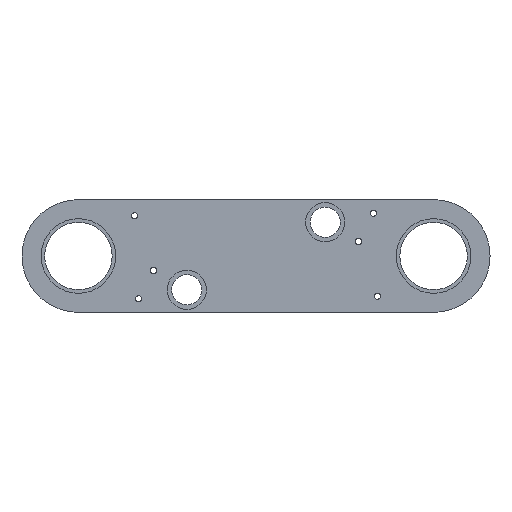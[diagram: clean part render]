
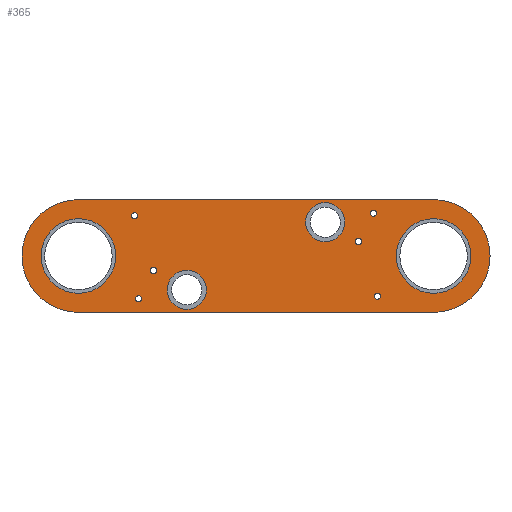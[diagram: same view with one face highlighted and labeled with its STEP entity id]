
A CAD part, top view. The second image highlights one B-rep face of the part: STEP entity #365.
In plain terms, the highlighted planar face has unit normal (0, 0, 1).
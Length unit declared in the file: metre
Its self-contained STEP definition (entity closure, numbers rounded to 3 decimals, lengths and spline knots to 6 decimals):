
#30=LINE('',#631,#38);
#31=LINE('',#635,#39);
#38=VECTOR('',#509,1.);
#39=VECTOR('',#512,1.);
#58=ORIENTED_EDGE('',*,*,#138,.T.);
#59=ORIENTED_EDGE('',*,*,#139,.T.);
#60=ORIENTED_EDGE('',*,*,#140,.T.);
#61=ORIENTED_EDGE('',*,*,#141,.T.);
#62=ORIENTED_EDGE('',*,*,#142,.T.);
#63=ORIENTED_EDGE('',*,*,#143,.T.);
#64=ORIENTED_EDGE('',*,*,#144,.F.);
#65=ORIENTED_EDGE('',*,*,#145,.F.);
#66=ORIENTED_EDGE('',*,*,#146,.T.);
#67=ORIENTED_EDGE('',*,*,#147,.F.);
#68=ORIENTED_EDGE('',*,*,#148,.F.);
#69=ORIENTED_EDGE('',*,*,#149,.F.);
#70=ORIENTED_EDGE('',*,*,#150,.T.);
#71=ORIENTED_EDGE('',*,*,#151,.F.);
#138=EDGE_CURVE('',#178,#178,#212,.T.);
#139=EDGE_CURVE('',#179,#179,#213,.T.);
#140=EDGE_CURVE('',#180,#180,#214,.T.);
#141=EDGE_CURVE('',#181,#181,#215,.T.);
#142=EDGE_CURVE('',#182,#182,#216,.F.);
#143=EDGE_CURVE('',#183,#183,#217,.F.);
#144=EDGE_CURVE('',#184,#184,#218,.T.);
#145=EDGE_CURVE('',#185,#185,#219,.T.);
#146=EDGE_CURVE('',#186,#186,#220,.T.);
#147=EDGE_CURVE('',#187,#188,#221,.T.);
#148=EDGE_CURVE('',#189,#187,#30,.T.);
#149=EDGE_CURVE('',#190,#189,#222,.T.);
#150=EDGE_CURVE('',#190,#188,#31,.T.);
#151=EDGE_CURVE('',#191,#191,#223,.T.);
#178=VERTEX_POINT('',#611);
#179=VERTEX_POINT('',#613);
#180=VERTEX_POINT('',#615);
#181=VERTEX_POINT('',#617);
#182=VERTEX_POINT('',#619);
#183=VERTEX_POINT('',#621);
#184=VERTEX_POINT('',#623);
#185=VERTEX_POINT('',#625);
#186=VERTEX_POINT('',#627);
#187=VERTEX_POINT('',#629);
#188=VERTEX_POINT('',#630);
#189=VERTEX_POINT('',#632);
#190=VERTEX_POINT('',#634);
#191=VERTEX_POINT('',#637);
#212=CIRCLE('',#415,0.00175);
#213=CIRCLE('',#416,0.00175);
#214=CIRCLE('',#417,0.00175);
#215=CIRCLE('',#418,0.00175);
#216=CIRCLE('',#419,0.00175);
#217=CIRCLE('',#420,0.00175);
#218=CIRCLE('',#421,0.011);
#219=CIRCLE('',#422,0.011);
#220=CIRCLE('',#423,0.021);
#221=CIRCLE('',#424,0.03175);
#222=CIRCLE('',#425,0.03175);
#223=CIRCLE('',#426,0.021);
#243=EDGE_LOOP('',(#58));
#244=EDGE_LOOP('',(#59));
#245=EDGE_LOOP('',(#60));
#246=EDGE_LOOP('',(#61));
#247=EDGE_LOOP('',(#62));
#248=EDGE_LOOP('',(#63));
#249=EDGE_LOOP('',(#64));
#250=EDGE_LOOP('',(#65));
#251=EDGE_LOOP('',(#66));
#252=EDGE_LOOP('',(#67,#68,#69,#70));
#253=EDGE_LOOP('',(#71));
#305=FACE_BOUND('',#243,.T.);
#306=FACE_BOUND('',#244,.T.);
#307=FACE_BOUND('',#245,.T.);
#308=FACE_BOUND('',#246,.T.);
#309=FACE_BOUND('',#247,.T.);
#310=FACE_BOUND('',#248,.T.);
#311=FACE_BOUND('',#249,.T.);
#312=FACE_BOUND('',#250,.T.);
#313=FACE_BOUND('',#251,.T.);
#314=FACE_BOUND('',#252,.T.);
#315=FACE_BOUND('',#253,.T.);
#357=PLANE('',#414);
#365=ADVANCED_FACE('',(#305,#306,#307,#308,#309,#310,#311,#312,#313,#314,
#315),#357,.T.);
#414=AXIS2_PLACEMENT_3D('',#609,#487,#488);
#415=AXIS2_PLACEMENT_3D('',#610,#489,#490);
#416=AXIS2_PLACEMENT_3D('',#612,#491,#492);
#417=AXIS2_PLACEMENT_3D('',#614,#493,#494);
#418=AXIS2_PLACEMENT_3D('',#616,#495,#496);
#419=AXIS2_PLACEMENT_3D('',#618,#497,#498);
#420=AXIS2_PLACEMENT_3D('',#620,#499,#500);
#421=AXIS2_PLACEMENT_3D('',#622,#501,#502);
#422=AXIS2_PLACEMENT_3D('',#624,#503,#504);
#423=AXIS2_PLACEMENT_3D('',#626,#505,#506);
#424=AXIS2_PLACEMENT_3D('',#628,#507,#508);
#425=AXIS2_PLACEMENT_3D('',#633,#510,#511);
#426=AXIS2_PLACEMENT_3D('',#636,#513,#514);
#487=DIRECTION('',(0.,0.,1.));
#488=DIRECTION('',(1.,0.,0.));
#489=DIRECTION('',(0.,0.,-1.));
#490=DIRECTION('',(-1.,0.,0.));
#491=DIRECTION('',(0.,0.,-1.));
#492=DIRECTION('',(-1.,0.,0.));
#493=DIRECTION('',(0.,0.,-1.));
#494=DIRECTION('',(-1.,0.,0.));
#495=DIRECTION('',(0.,0.,-1.));
#496=DIRECTION('',(-1.,0.,0.));
#497=DIRECTION('',(0.,0.,1.));
#498=DIRECTION('',(1.,0.,0.));
#499=DIRECTION('',(0.,0.,1.));
#500=DIRECTION('',(1.,0.,0.));
#501=DIRECTION('',(0.,0.,1.));
#502=DIRECTION('',(1.,0.,0.));
#503=DIRECTION('',(0.,0.,1.));
#504=DIRECTION('',(1.,0.,0.));
#505=DIRECTION('',(0.,0.,-1.));
#506=DIRECTION('',(1.,0.,0.));
#507=DIRECTION('',(0.,0.,-1.));
#508=DIRECTION('',(1.,0.,0.));
#509=DIRECTION('',(-1.,0.,0.));
#510=DIRECTION('',(0.,0.,-1.));
#511=DIRECTION('',(1.,0.,0.));
#512=DIRECTION('',(-1.,0.,0.));
#513=DIRECTION('',(0.,0.,1.));
#514=DIRECTION('',(1.,0.,0.));
#609=CARTESIAN_POINT('',(0.,0.,0.00635));
#610=CARTESIAN_POINT('',(-0.068354,0.022674,0.00635));
#611=CARTESIAN_POINT('',(-0.070104,0.022674,0.00635));
#612=CARTESIAN_POINT('',(0.066104,0.024118,0.00635));
#613=CARTESIAN_POINT('',(0.064354,0.024118,0.00635));
#614=CARTESIAN_POINT('',(0.068354,-0.022674,0.00635));
#615=CARTESIAN_POINT('',(0.066604,-0.022674,0.00635));
#616=CARTESIAN_POINT('',(-0.066104,-0.024118,0.00635));
#617=CARTESIAN_POINT('',(-0.067854,-0.024118,0.00635));
#618=CARTESIAN_POINT('',(-0.05774,-0.008187,0.00635));
#619=CARTESIAN_POINT('',(-0.05599,-0.008187,0.00635));
#620=CARTESIAN_POINT('',(0.05774,0.008187,0.00635));
#621=CARTESIAN_POINT('',(0.05949,0.008187,0.00635));
#622=CARTESIAN_POINT('',(0.038977,0.019016,0.00635));
#623=CARTESIAN_POINT('',(0.049977,0.019016,0.00635));
#624=CARTESIAN_POINT('',(-0.038977,-0.019016,0.00635));
#625=CARTESIAN_POINT('',(-0.027977,-0.019016,0.00635));
#626=CARTESIAN_POINT('',(0.1,0.,0.00635));
#627=CARTESIAN_POINT('',(0.121,0.,0.00635));
#628=CARTESIAN_POINT('',(-0.1,0.,0.00635));
#629=CARTESIAN_POINT('',(-0.1,-0.03175,0.00635));
#630=CARTESIAN_POINT('',(-0.1,0.03175,0.00635));
#631=CARTESIAN_POINT('',(0.,-0.03175,0.00635));
#632=CARTESIAN_POINT('',(0.1,-0.03175,0.00635));
#633=CARTESIAN_POINT('',(0.1,0.,0.00635));
#634=CARTESIAN_POINT('',(0.1,0.03175,0.00635));
#635=CARTESIAN_POINT('',(0.,0.03175,0.00635));
#636=CARTESIAN_POINT('',(-0.1,0.,0.00635));
#637=CARTESIAN_POINT('',(-0.079,0.,0.00635));
